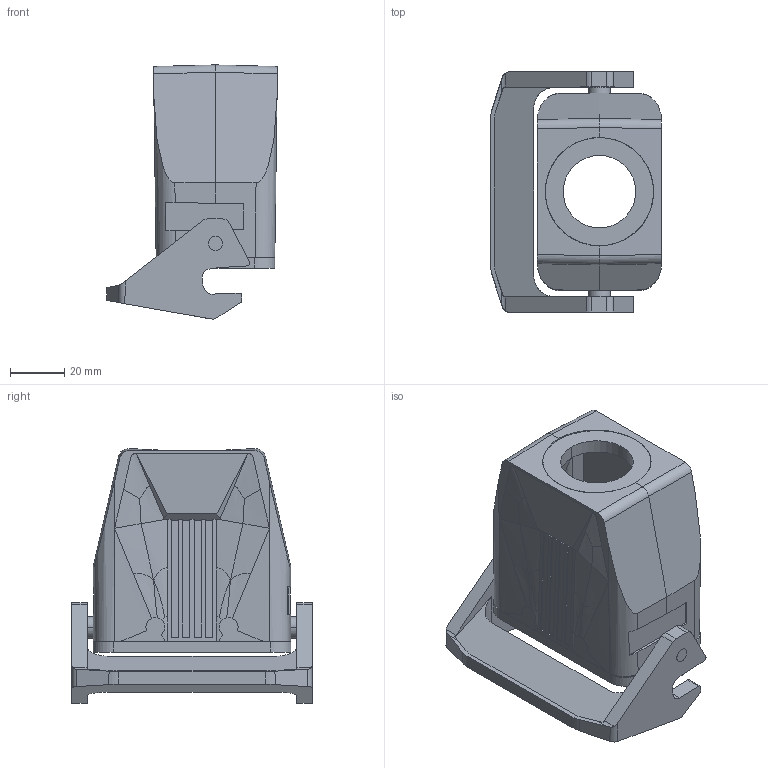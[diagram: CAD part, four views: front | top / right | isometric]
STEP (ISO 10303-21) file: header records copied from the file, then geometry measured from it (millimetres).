
FILE_DESCRIPTION(('Creo Elements/Direct Modeling STEP Export'),'2;1');
FILE_NAME('model.stp','2019-06-19T 6:58:24',(''),(''),'Creo Elements/Direct Modeling STEP processor for AP214 (Solid Model)','Creo Elements/Direct Modeling 20.1A 29-Sep-2018 (C) Parametric Technology GmbH','');
FILE_SCHEMA(('AUTOMOTIVE_DESIGN { 1 0 10303 214 1 1 1 1 }'));
Length unit declared in the file: millimetre
Products named in the file (2): HC_STA_B10_CHWS_1TTP21_ELC_AL-select
Assembly tree (1 placements, depth 2):
  HC_STA_B10_CHWS_1TTP21_ELC_AL-select
    HC_STA_B10_CHWS_1TTP21_ELC_AL-select
Bounding box: 63.13 x 88.7 x 93.88 mm (x, y, z)
Volume: 93156.3 mm3; surface area: 44651.1 mm2
Topology: 1 solids, 1 shells, 299 faces, 865 edges, 581 vertices
Faces by surface type: plane 165, cylinder 90, bspline 40, cone 4
Entity records: 18391 total; most frequent: CARTESIAN_POINT 8778, ORIENTED_EDGE 1730, DIRECTION 1331, EDGE_CURVE 865, VERTEX_POINT 581, VECTOR 499, LINE 499, AXIS2_PLACEMENT_3D 416
